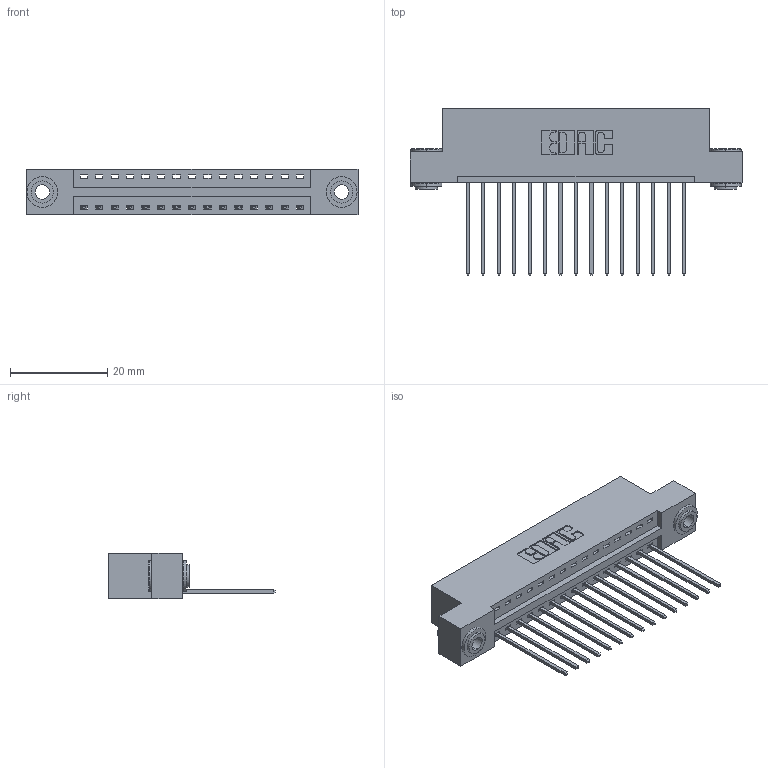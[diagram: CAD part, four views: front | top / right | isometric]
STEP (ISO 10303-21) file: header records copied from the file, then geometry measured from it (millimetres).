
FILE_DESCRIPTION (( 'STEP AP203' ), '1' );
FILE_NAME ('346-015-541-103.STEP', '2022-05-05T08:38:04', ( '' ), ( '' ), 'SwSTEP 2.0', 'SolidWorks 2020', '' );
FILE_SCHEMA (( 'CONFIG_CONTROL_DESIGN' ));
Length unit declared in the file: inch
Products named in the file (4): 345-292-001_345-293-141; 346-015-541-103; 345-250-002_345-250-002-102; 346 Part_Flush Mounting Lugs - 0.156 Dia-TH
Assembly tree (18 placements, depth 2):
  346-015-541-103
    346 Part_Flush Mounting Lugs - 0.156 Dia-TH
    345-292-001_345-293-141  x15
    345-250-002_345-250-002-102  x2
Bounding box: 68.2 x 34.29 x 9.4 mm (x, y, z)
Volume: 6392.9 mm3; surface area: 8246.1 mm2
Topology: 18 solids, 18 shells, 1044 faces, 3081 edges, 2030 vertices
Faces by surface type: plane 700, cylinder 336, cone 8
Entity records: 14028 total; most frequent: CARTESIAN_POINT 2394, ORIENTED_EDGE 2334, DIRECTION 2175, EDGE_CURVE 1167, VECTOR 951, LINE 951, VERTEX_POINT 774, AXIS2_PLACEMENT_3D 612
